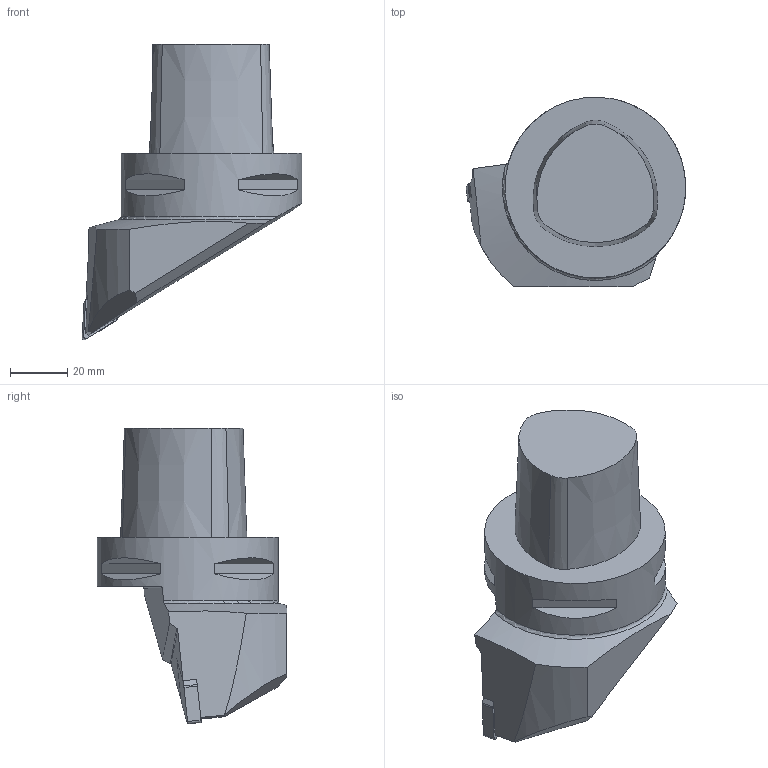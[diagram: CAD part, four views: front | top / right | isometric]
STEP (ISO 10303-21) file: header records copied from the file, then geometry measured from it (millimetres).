
FILE_DESCRIPTION(/* description */ (''),/* implementation_level */ '2;1');
FILE_NAME(/* name */ 'C6-DDJNR-45065-15-04JETI2_Basic.stp',/* time_stamp */ '2021-07-08T16:43:04+05:00',/* author */ (''),/* organization */ (''),/* preprocessor_version */ 'ST-DEVELOPER v16.7',/* originating_system */ 'SIEMENS PLM Software NX 12.0',/* authorisation */ '');
FILE_SCHEMA (('AUTOMOTIVE_DESIGN { 1 0 10303 214 3 1 1 1 }'));
Length unit declared in the file: millimetre
Products named in the file (4): CUT; NOCUT; ASSEMBLY_CONSTRUCTION; A2319106_01_stp
Assembly tree (3 placements, depth 2):
  A2319106_01_stp
    ASSEMBLY_CONSTRUCTION
    NOCUT
    CUT
Bounding box: 76.51 x 65.96 x 103 mm (x, y, z)
Volume: 165820.1 mm3; surface area: 22078.4 mm2
Topology: 3 solids, 3 shells, 67 faces, 169 edges, 119 vertices
Faces by surface type: plane 43, cylinder 16, cone 7, torus 1
Full cylindrical faces by diameter (mm): 63 x1
Entity records: 2294 total; most frequent: CARTESIAN_POINT 475, DIRECTION 365, ORIENTED_EDGE 332, EDGE_CURVE 166, AXIS2_PLACEMENT_3D 132, VERTEX_POINT 111, LINE 101, VECTOR 101
